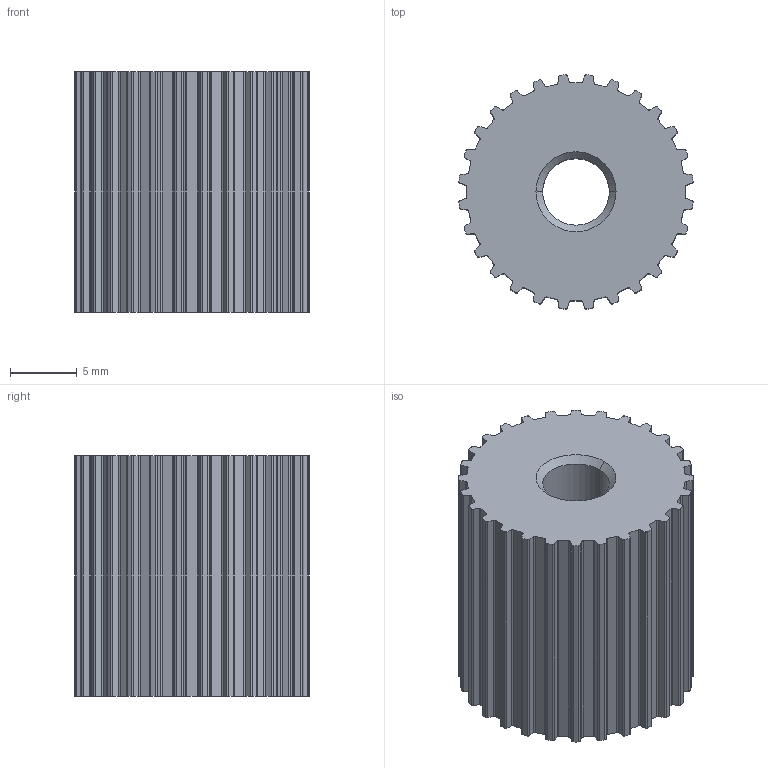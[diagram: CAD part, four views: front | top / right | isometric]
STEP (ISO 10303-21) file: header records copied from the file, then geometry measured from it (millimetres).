
FILE_DESCRIPTION (( 'STEP AP214' ), '1' );
FILE_NAME ('4332501200037.STEP', '2017-10-16T05:28:30', ( '13' ), ( '' ), 'SwSTEP 2.0', 'SolidWorks 2012', '' );
FILE_SCHEMA (( 'AUTOMOTIVE_DESIGN' ));
Length unit declared in the file: millimetre
Products named in the file (1): 4332501200037
Bounding box: 17.54 x 17.54 x 18 mm (x, y, z)
Volume: 3658.9 mm3; surface area: 2053.9 mm2
Topology: 1 solids, 1 shells, 232 faces, 686 edges, 456 vertices
Faces by surface type: cylinder 142, plane 86, cone 4
Entity records: 7904 total; most frequent: DIRECTION 1440, CARTESIAN_POINT 1375, ORIENTED_EDGE 1372, EDGE_CURVE 686, AXIS2_PLACEMENT_3D 521, VERTEX_POINT 456, VECTOR 398, LINE 398
